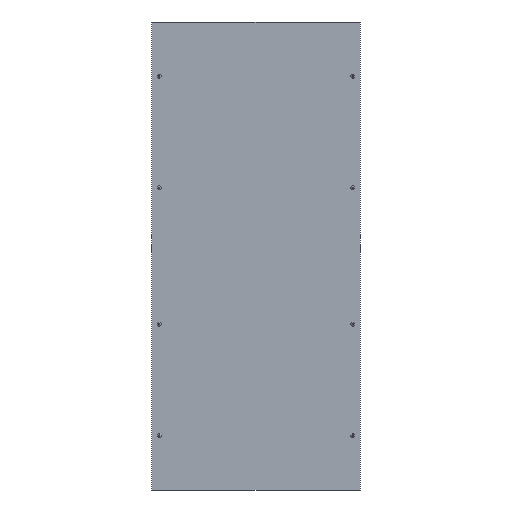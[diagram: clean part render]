
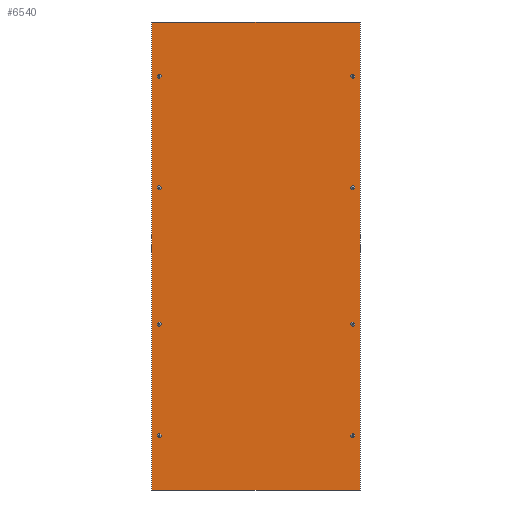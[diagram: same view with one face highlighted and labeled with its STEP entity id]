
A CAD part, left-side view. The second image highlights one B-rep face of the part: STEP entity #6540.
In plain terms, the highlighted planar face has unit normal (-1, 0, 0).
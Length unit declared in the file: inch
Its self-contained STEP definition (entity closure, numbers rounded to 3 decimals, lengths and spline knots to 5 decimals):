
#127 = FACE_BOUND ( 'NONE', #10052, .T. ) ;
#162 = DIRECTION ( 'NONE',  ( 0., -1., 0. ) ) ;
#240 = EDGE_LOOP ( 'NONE', ( #10498 ) ) ;
#299 = VERTEX_POINT ( 'NONE', #3661 ) ;
#516 = VERTEX_POINT ( 'NONE', #5581 ) ;
#533 = DIRECTION ( 'NONE',  ( 1., 0., 0. ) ) ;
#604 = EDGE_CURVE ( 'NONE', #3608, #3608, #7136, .T. ) ;
#610 = DIRECTION ( 'NONE',  ( 0., 0., -1. ) ) ;
#612 = ORIENTED_EDGE ( 'NONE', *, *, #3873, .T. ) ;
#628 = CARTESIAN_POINT ( 'NONE',  ( -0.05906, -14.70472, 26.9685 ) ) ;
#647 = DIRECTION ( 'NONE',  ( 1., 0., 0. ) ) ;
#668 = CIRCLE ( 'NONE', #8233, 0.17717 ) ;
#721 = AXIS2_PLACEMENT_3D ( 'NONE', #4642, #3817, #2215 ) ;
#729 = ORIENTED_EDGE ( 'NONE', *, *, #5949, .T. ) ;
#745 = VERTEX_POINT ( 'NONE', #3278 ) ;
#780 = EDGE_LOOP ( 'NONE', ( #4944 ) ) ;
#796 = ORIENTED_EDGE ( 'NONE', *, *, #4451, .T. ) ;
#838 = CARTESIAN_POINT ( 'NONE',  ( -0.05906, 0., -35.11811 ) ) ;
#851 = FACE_BOUND ( 'NONE', #3399, .T. ) ;
#909 = EDGE_LOOP ( 'NONE', ( #612 ) ) ;
#1008 = ORIENTED_EDGE ( 'NONE', *, *, #604, .T. ) ;
#1118 = VERTEX_POINT ( 'NONE', #8777 ) ;
#1360 = VECTOR ( 'NONE', #610, 39.37008 ) ;
#1437 = LINE ( 'NONE', #4800, #1360 ) ;
#1444 = LINE ( 'NONE', #838, #6641 ) ;
#1575 = AXIS2_PLACEMENT_3D ( 'NONE', #7021, #2710, #8759 ) ;
#1628 = DIRECTION ( 'NONE',  ( 0., -1., 0. ) ) ;
#1679 = FACE_BOUND ( 'NONE', #3344, .T. ) ;
#1775 = CIRCLE ( 'NONE', #721, 0.17717 ) ;
#1937 = CARTESIAN_POINT ( 'NONE',  ( -0.05906, -14.52756, 26.9685 ) ) ;
#2215 = DIRECTION ( 'NONE',  ( 0., -1., 0. ) ) ;
#2451 = FACE_BOUND ( 'NONE', #909, .T. ) ;
#2455 = DIRECTION ( 'NONE',  ( 0., 1., 0. ) ) ;
#2598 = EDGE_CURVE ( 'NONE', #516, #5414, #1444, .T. ) ;
#2666 = FACE_BOUND ( 'NONE', #7350, .T. ) ;
#2710 = DIRECTION ( 'NONE',  ( 1., 0., 0. ) ) ;
#2808 = ORIENTED_EDGE ( 'NONE', *, *, #2598, .T. ) ;
#3002 = CARTESIAN_POINT ( 'NONE',  ( -0.05906, 14.35039, 26.9685 ) ) ;
#3014 = DIRECTION ( 'NONE',  ( 0., -1., 0. ) ) ;
#3026 = EDGE_LOOP ( 'NONE', ( #4750, #9368, #2808, #7577 ) ) ;
#3278 = CARTESIAN_POINT ( 'NONE',  ( -0.05906, -14.70472, 10.23622 ) ) ;
#3334 = FACE_BOUND ( 'NONE', #240, .T. ) ;
#3344 = EDGE_LOOP ( 'NONE', ( #7090 ) ) ;
#3399 = EDGE_LOOP ( 'NONE', ( #3801 ) ) ;
#3430 = AXIS2_PLACEMENT_3D ( 'NONE', #5911, #6688, #162 ) ;
#3441 = LINE ( 'NONE', #5771, #7763 ) ;
#3608 = VERTEX_POINT ( 'NONE', #10258 ) ;
#3661 = CARTESIAN_POINT ( 'NONE',  ( -0.05906, 14.35039, 10.23622 ) ) ;
#3706 = EDGE_CURVE ( 'NONE', #8139, #516, #1437, .T. ) ;
#3801 = ORIENTED_EDGE ( 'NONE', *, *, #10079, .T. ) ;
#3817 = DIRECTION ( 'NONE',  ( 1., 0., 0. ) ) ;
#3871 = DIRECTION ( 'NONE',  ( 0., 0., 1. ) ) ;
#3873 = EDGE_CURVE ( 'NONE', #9541, #9541, #5072, .T. ) ;
#3907 = CIRCLE ( 'NONE', #6569, 0.17717 ) ;
#4004 = CARTESIAN_POINT ( 'NONE',  ( -0.05906, 14.52756, 26.9685 ) ) ;
#4008 = DIRECTION ( 'NONE',  ( 0., -1., 0. ) ) ;
#4065 = DIRECTION ( 'NONE',  ( 0., -1., 0. ) ) ;
#4108 = FACE_OUTER_BOUND ( 'NONE', #3026, .T. ) ;
#4214 = FACE_BOUND ( 'NONE', #8347, .T. ) ;
#4359 = AXIS2_PLACEMENT_3D ( 'NONE', #5963, #4408, #10023 ) ;
#4408 = DIRECTION ( 'NONE',  ( 1., 0., 0. ) ) ;
#4451 = EDGE_CURVE ( 'NONE', #1118, #1118, #5442, .T. ) ;
#4555 = EDGE_CURVE ( 'NONE', #5494, #5494, #668, .T. ) ;
#4642 = CARTESIAN_POINT ( 'NONE',  ( -0.05906, 14.52756, 10.23622 ) ) ;
#4750 = ORIENTED_EDGE ( 'NONE', *, *, #8191, .T. ) ;
#4800 = CARTESIAN_POINT ( 'NONE',  ( -0.05906, 15.61024, 0. ) ) ;
#4944 = ORIENTED_EDGE ( 'NONE', *, *, #6734, .T. ) ;
#5072 = CIRCLE ( 'NONE', #4359, 0.17717 ) ;
#5414 = VERTEX_POINT ( 'NONE', #6573 ) ;
#5439 = CARTESIAN_POINT ( 'NONE',  ( -0.05906, -14.70472, -26.9685 ) ) ;
#5442 = CIRCLE ( 'NONE', #6318, 0.17717 ) ;
#5462 = VECTOR ( 'NONE', #3871, 39.37008 ) ;
#5494 = VERTEX_POINT ( 'NONE', #3002 ) ;
#5581 = CARTESIAN_POINT ( 'NONE',  ( -0.05906, 15.61024, -35.11811 ) ) ;
#5771 = CARTESIAN_POINT ( 'NONE',  ( -0.05906, 0., 35.11811 ) ) ;
#5911 = CARTESIAN_POINT ( 'NONE',  ( -0.05906, 14.52756, -26.9685 ) ) ;
#5949 = EDGE_CURVE ( 'NONE', #6265, #6265, #8788, .T. ) ;
#5963 = CARTESIAN_POINT ( 'NONE',  ( -0.05906, -14.52756, -26.9685 ) ) ;
#6078 = DIRECTION ( 'NONE',  ( 1., 0., 0. ) ) ;
#6265 = VERTEX_POINT ( 'NONE', #7843 ) ;
#6318 = AXIS2_PLACEMENT_3D ( 'NONE', #8181, #533, #4065 ) ;
#6540 = ADVANCED_FACE ( 'NONE', ( #1679, #6652, #3334, #851, #2666, #127, #2451, #4214, #4108 ), #10092, .T. ) ;
#6543 = CARTESIAN_POINT ( 'NONE',  ( -0.05906, -15.61024, 35.11811 ) ) ;
#6569 = AXIS2_PLACEMENT_3D ( 'NONE', #1937, #6078, #6963 ) ;
#6573 = CARTESIAN_POINT ( 'NONE',  ( -0.05906, -15.61024, -35.11811 ) ) ;
#6641 = VECTOR ( 'NONE', #6753, 39.37008 ) ;
#6652 = FACE_BOUND ( 'NONE', #780, .T. ) ;
#6688 = DIRECTION ( 'NONE',  ( 1., 0., 0. ) ) ;
#6734 = EDGE_CURVE ( 'NONE', #299, #299, #1775, .T. ) ;
#6753 = DIRECTION ( 'NONE',  ( 0., -1., 0. ) ) ;
#6869 = DIRECTION ( 'NONE',  ( -1., 0., 0. ) ) ;
#6963 = DIRECTION ( 'NONE',  ( 0., -1., 0. ) ) ;
#7021 = CARTESIAN_POINT ( 'NONE',  ( -0.05906, -14.52756, 10.23622 ) ) ;
#7090 = ORIENTED_EDGE ( 'NONE', *, *, #4555, .T. ) ;
#7136 = CIRCLE ( 'NONE', #3430, 0.17717 ) ;
#7350 = EDGE_LOOP ( 'NONE', ( #1008 ) ) ;
#7577 = ORIENTED_EDGE ( 'NONE', *, *, #10215, .T. ) ;
#7763 = VECTOR ( 'NONE', #2455, 39.37008 ) ;
#7843 = CARTESIAN_POINT ( 'NONE',  ( -0.05906, -14.70472, -10.23622 ) ) ;
#8139 = VERTEX_POINT ( 'NONE', #9002 ) ;
#8181 = CARTESIAN_POINT ( 'NONE',  ( -0.05906, 14.52756, -10.23622 ) ) ;
#8185 = CARTESIAN_POINT ( 'NONE',  ( -0.05906, -14.52756, -10.23622 ) ) ;
#8191 = EDGE_CURVE ( 'NONE', #9809, #8139, #3441, .T. ) ;
#8207 = LINE ( 'NONE', #10618, #5462 ) ;
#8233 = AXIS2_PLACEMENT_3D ( 'NONE', #4004, #9827, #3014 ) ;
#8347 = EDGE_LOOP ( 'NONE', ( #729 ) ) ;
#8582 = EDGE_CURVE ( 'NONE', #9979, #9979, #3907, .T. ) ;
#8759 = DIRECTION ( 'NONE',  ( 0., -1., 0. ) ) ;
#8777 = CARTESIAN_POINT ( 'NONE',  ( -0.05906, 14.35039, -10.23622 ) ) ;
#8788 = CIRCLE ( 'NONE', #9310, 0.17717 ) ;
#9002 = CARTESIAN_POINT ( 'NONE',  ( -0.05906, 15.61024, 35.11811 ) ) ;
#9310 = AXIS2_PLACEMENT_3D ( 'NONE', #8185, #647, #4008 ) ;
#9322 = CARTESIAN_POINT ( 'NONE',  ( -0.05906, 0., 0. ) ) ;
#9368 = ORIENTED_EDGE ( 'NONE', *, *, #3706, .T. ) ;
#9541 = VERTEX_POINT ( 'NONE', #5439 ) ;
#9809 = VERTEX_POINT ( 'NONE', #6543 ) ;
#9827 = DIRECTION ( 'NONE',  ( 1., 0., 0. ) ) ;
#9979 = VERTEX_POINT ( 'NONE', #628 ) ;
#10023 = DIRECTION ( 'NONE',  ( 0., -1., 0. ) ) ;
#10052 = EDGE_LOOP ( 'NONE', ( #796 ) ) ;
#10079 = EDGE_CURVE ( 'NONE', #745, #745, #10889, .T. ) ;
#10092 = PLANE ( 'NONE',  #10362 ) ;
#10215 = EDGE_CURVE ( 'NONE', #5414, #9809, #8207, .T. ) ;
#10258 = CARTESIAN_POINT ( 'NONE',  ( -0.05906, 14.35039, -26.9685 ) ) ;
#10362 = AXIS2_PLACEMENT_3D ( 'NONE', #9322, #6869, #1628 ) ;
#10498 = ORIENTED_EDGE ( 'NONE', *, *, #8582, .T. ) ;
#10618 = CARTESIAN_POINT ( 'NONE',  ( -0.05906, -15.61024, 0. ) ) ;
#10889 = CIRCLE ( 'NONE', #1575, 0.17717 ) ;
